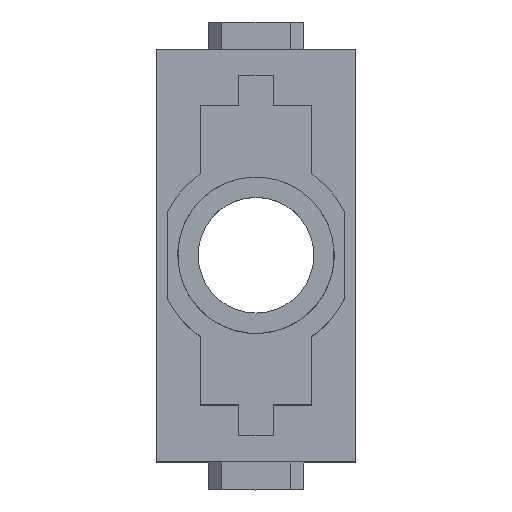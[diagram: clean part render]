
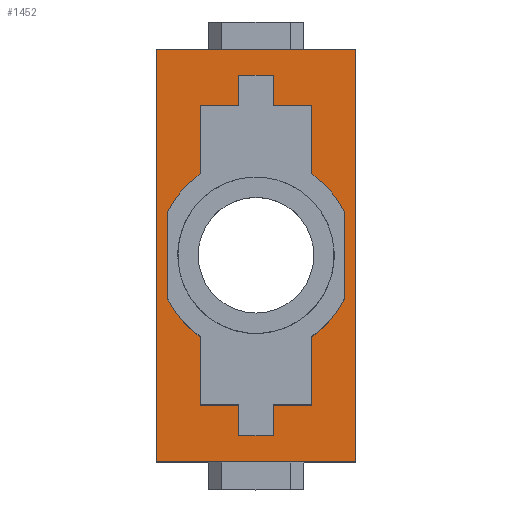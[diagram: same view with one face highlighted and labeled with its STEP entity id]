
A CAD part, top view. The second image highlights one B-rep face of the part: STEP entity #1452.
In plain terms, the highlighted planar face has unit normal (0, 0, 1).
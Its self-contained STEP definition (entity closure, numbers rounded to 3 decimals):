
#1210=FACE_BOUND('',#1975,.T.);
#1211=FACE_BOUND('',#1976,.T.);
#1452=ADVANCED_FACE('',(#1210,#1211),#1609,.F.);
#1609=PLANE('',#5114);
#1975=EDGE_LOOP('',(#3576,#3577,#3578,#3579,#3580,#3581,#3582,#3583,#3584,
#3585,#3586,#3587,#3588,#3589,#3590,#3591,#3592,#3593,#3594,#3595));
#1976=EDGE_LOOP('',(#3596,#3597,#3598,#3599));
#2295=LINE('',#7033,#2700);
#2300=LINE('',#7045,#2705);
#2305=LINE('',#7060,#2710);
#2309=LINE('',#7072,#2714);
#2311=LINE('',#7075,#2716);
#2316=LINE('',#7085,#2721);
#2317=LINE('',#7087,#2722);
#2321=LINE('',#7096,#2726);
#2325=LINE('',#7103,#2730);
#2327=LINE('',#7108,#2732);
#2331=LINE('',#7120,#2736);
#2335=LINE('',#7132,#2740);
#2337=LINE('',#7135,#2742);
#2341=LINE('',#7142,#2746);
#2344=LINE('',#7148,#2749);
#2346=LINE('',#7152,#2751);
#2377=LINE('',#7221,#2782);
#2380=LINE('',#7227,#2785);
#2381=LINE('',#7230,#2786);
#2382=LINE('',#7231,#2787);
#2700=VECTOR('',#5755,1.);
#2705=VECTOR('',#5762,1.);
#2710=VECTOR('',#5775,1.);
#2714=VECTOR('',#5787,1.);
#2716=VECTOR('',#5791,1.);
#2721=VECTOR('',#5798,1.);
#2722=VECTOR('',#5801,1.);
#2726=VECTOR('',#5807,1.);
#2730=VECTOR('',#5813,1.);
#2732=VECTOR('',#5817,1.);
#2736=VECTOR('',#5829,1.);
#2740=VECTOR('',#5841,1.);
#2742=VECTOR('',#5845,1.);
#2746=VECTOR('',#5851,1.);
#2749=VECTOR('',#5858,1.);
#2751=VECTOR('',#5862,1.);
#2782=VECTOR('',#5923,1.);
#2785=VECTOR('',#5928,1.);
#2786=VECTOR('',#5929,1.);
#2787=VECTOR('',#5930,1.);
#3576=ORIENTED_EDGE('',*,*,#4549,.T.);
#3577=ORIENTED_EDGE('',*,*,#4497,.T.);
#3578=ORIENTED_EDGE('',*,*,#4501,.T.);
#3579=ORIENTED_EDGE('',*,*,#4504,.T.);
#3580=ORIENTED_EDGE('',*,*,#4507,.T.);
#3581=ORIENTED_EDGE('',*,*,#4510,.T.);
#3582=ORIENTED_EDGE('',*,*,#4512,.T.);
#3583=ORIENTED_EDGE('',*,*,#4517,.F.);
#3584=ORIENTED_EDGE('',*,*,#4518,.F.);
#3585=ORIENTED_EDGE('',*,*,#4522,.F.);
#3586=ORIENTED_EDGE('',*,*,#4526,.T.);
#3587=ORIENTED_EDGE('',*,*,#4528,.T.);
#3588=ORIENTED_EDGE('',*,*,#4531,.T.);
#3589=ORIENTED_EDGE('',*,*,#4534,.T.);
#3590=ORIENTED_EDGE('',*,*,#4537,.T.);
#3591=ORIENTED_EDGE('',*,*,#4540,.T.);
#3592=ORIENTED_EDGE('',*,*,#4542,.T.);
#3593=ORIENTED_EDGE('',*,*,#4546,.F.);
#3594=ORIENTED_EDGE('',*,*,#4492,.F.);
#3595=ORIENTED_EDGE('',*,*,#4551,.F.);
#3596=ORIENTED_EDGE('',*,*,#4588,.F.);
#3597=ORIENTED_EDGE('',*,*,#4589,.F.);
#3598=ORIENTED_EDGE('',*,*,#4585,.F.);
#3599=ORIENTED_EDGE('',*,*,#4590,.F.);
#4051=VERTEX_POINT('',#7034);
#4052=VERTEX_POINT('',#7035);
#4055=VERTEX_POINT('',#7043);
#4057=VERTEX_POINT('',#7046);
#4060=VERTEX_POINT('',#7053);
#4062=VERTEX_POINT('',#7059);
#4064=VERTEX_POINT('',#7065);
#4066=VERTEX_POINT('',#7071);
#4067=VERTEX_POINT('',#7076);
#4070=VERTEX_POINT('',#7084);
#4071=VERTEX_POINT('',#7088);
#4074=VERTEX_POINT('',#7095);
#4076=VERTEX_POINT('',#7102);
#4077=VERTEX_POINT('',#7106);
#4080=VERTEX_POINT('',#7113);
#4082=VERTEX_POINT('',#7119);
#4084=VERTEX_POINT('',#7125);
#4086=VERTEX_POINT('',#7131);
#4087=VERTEX_POINT('',#7136);
#4090=VERTEX_POINT('',#7149);
#4113=VERTEX_POINT('',#7220);
#4114=VERTEX_POINT('',#7222);
#4116=VERTEX_POINT('',#7228);
#4117=VERTEX_POINT('',#7229);
#4492=EDGE_CURVE('',#4051,#4052,#2295,.T.);
#4497=EDGE_CURVE('',#4057,#4055,#2300,.T.);
#4501=EDGE_CURVE('',#4055,#4060,#4683,.T.);
#4504=EDGE_CURVE('',#4060,#4062,#2305,.T.);
#4507=EDGE_CURVE('',#4062,#4064,#4685,.T.);
#4510=EDGE_CURVE('',#4064,#4066,#2309,.T.);
#4512=EDGE_CURVE('',#4066,#4067,#2311,.T.);
#4517=EDGE_CURVE('',#4070,#4067,#2316,.T.);
#4518=EDGE_CURVE('',#4071,#4070,#2317,.T.);
#4522=EDGE_CURVE('',#4074,#4071,#2321,.T.);
#4526=EDGE_CURVE('',#4074,#4076,#2325,.T.);
#4528=EDGE_CURVE('',#4076,#4077,#2327,.T.);
#4531=EDGE_CURVE('',#4077,#4080,#4687,.T.);
#4534=EDGE_CURVE('',#4080,#4082,#2331,.T.);
#4537=EDGE_CURVE('',#4082,#4084,#4689,.T.);
#4540=EDGE_CURVE('',#4084,#4086,#2335,.T.);
#4542=EDGE_CURVE('',#4086,#4087,#2337,.T.);
#4546=EDGE_CURVE('',#4052,#4087,#2341,.T.);
#4549=EDGE_CURVE('',#4090,#4057,#2344,.T.);
#4551=EDGE_CURVE('',#4090,#4051,#2346,.T.);
#4585=EDGE_CURVE('',#4113,#4114,#2377,.T.);
#4588=EDGE_CURVE('',#4116,#4117,#2380,.T.);
#4589=EDGE_CURVE('',#4114,#4116,#2381,.T.);
#4590=EDGE_CURVE('',#4117,#4113,#2382,.T.);
#4683=CIRCLE('',#5072,7.25);
#4685=CIRCLE('',#5076,7.25);
#4687=CIRCLE('',#5086,7.25);
#4689=CIRCLE('',#5090,7.25);
#5072=AXIS2_PLACEMENT_3D('',#7054,#5768,#5769);
#5076=AXIS2_PLACEMENT_3D('',#7066,#5780,#5781);
#5086=AXIS2_PLACEMENT_3D('',#7114,#5822,#5823);
#5090=AXIS2_PLACEMENT_3D('',#7126,#5834,#5835);
#5114=AXIS2_PLACEMENT_3D('',#7232,#5931,#5932);
#5755=DIRECTION('',(1.,0.,0.));
#5762=DIRECTION('',(0.,1.,0.));
#5768=DIRECTION('',(0.,0.,-1.));
#5769=DIRECTION('',(-0.566,-0.825,0.));
#5775=DIRECTION('',(0.,1.,0.));
#5780=DIRECTION('',(0.,0.,-1.));
#5781=DIRECTION('',(-0.897,0.443,0.));
#5787=DIRECTION('',(0.,1.,0.));
#5791=DIRECTION('',(1.,0.,0.));
#5798=DIRECTION('',(0.,-1.,0.));
#5801=DIRECTION('',(-1.,0.,0.));
#5807=DIRECTION('',(0.,1.,0.));
#5813=DIRECTION('',(1.,0.,0.));
#5817=DIRECTION('',(0.,-1.,0.));
#5822=DIRECTION('',(0.,0.,-1.));
#5823=DIRECTION('',(0.566,0.825,0.));
#5829=DIRECTION('',(0.,-1.,0.));
#5834=DIRECTION('',(0.,0.,-1.));
#5835=DIRECTION('',(0.897,-0.443,0.));
#5841=DIRECTION('',(0.,-1.,0.));
#5845=DIRECTION('',(-1.,0.,0.));
#5851=DIRECTION('',(0.,1.,0.));
#5858=DIRECTION('',(-1.,0.,0.));
#5862=DIRECTION('',(0.,-1.,0.));
#5923=DIRECTION('',(-1.,0.,0.));
#5928=DIRECTION('',(1.,0.,0.));
#5929=DIRECTION('',(0.,1.,0.));
#5930=DIRECTION('',(0.,-1.,0.));
#5931=DIRECTION('',(0.,0.,-1.));
#5932=DIRECTION('',(0.,-1.,0.));
#7033=CARTESIAN_POINT('',(-1.25,-13.25,3.15));
#7034=CARTESIAN_POINT('',(-1.25,-13.25,3.15));
#7035=CARTESIAN_POINT('',(1.25,-13.25,3.15));
#7043=CARTESIAN_POINT('',(-4.1,-5.979,3.15));
#7045=CARTESIAN_POINT('',(-4.1,-11.,3.15));
#7046=CARTESIAN_POINT('',(-4.1,-11.,3.15));
#7053=CARTESIAN_POINT('',(-6.5,-3.211,3.15));
#7054=CARTESIAN_POINT('',(0.,0.,3.15));
#7059=CARTESIAN_POINT('',(-6.5,3.211,3.15));
#7060=CARTESIAN_POINT('',(-6.5,-3.211,3.15));
#7065=CARTESIAN_POINT('',(-4.1,5.979,3.15));
#7066=CARTESIAN_POINT('',(0.,0.,3.15));
#7071=CARTESIAN_POINT('',(-4.1,11.,3.15));
#7072=CARTESIAN_POINT('',(-4.1,5.979,3.15));
#7075=CARTESIAN_POINT('',(-4.1,11.,3.15));
#7076=CARTESIAN_POINT('',(-1.25,11.,3.15));
#7084=CARTESIAN_POINT('',(-1.25,13.25,3.15));
#7085=CARTESIAN_POINT('',(-1.25,13.25,3.15));
#7087=CARTESIAN_POINT('',(1.25,13.25,3.15));
#7088=CARTESIAN_POINT('',(1.25,13.25,3.15));
#7095=CARTESIAN_POINT('',(1.25,11.,3.15));
#7096=CARTESIAN_POINT('',(1.25,11.,3.15));
#7102=CARTESIAN_POINT('',(4.1,11.,3.15));
#7103=CARTESIAN_POINT('',(1.25,11.,3.15));
#7106=CARTESIAN_POINT('',(4.1,5.979,3.15));
#7108=CARTESIAN_POINT('',(4.1,11.,3.15));
#7113=CARTESIAN_POINT('',(6.5,3.211,3.15));
#7114=CARTESIAN_POINT('',(0.,0.,3.15));
#7119=CARTESIAN_POINT('',(6.5,-3.211,3.15));
#7120=CARTESIAN_POINT('',(6.5,3.211,3.15));
#7125=CARTESIAN_POINT('',(4.1,-5.979,3.15));
#7126=CARTESIAN_POINT('',(0.,0.,3.15));
#7131=CARTESIAN_POINT('',(4.1,-11.,3.15));
#7132=CARTESIAN_POINT('',(4.1,-5.979,3.15));
#7135=CARTESIAN_POINT('',(4.1,-11.,3.15));
#7136=CARTESIAN_POINT('',(1.25,-11.,3.15));
#7142=CARTESIAN_POINT('',(1.25,-13.25,3.15));
#7148=CARTESIAN_POINT('',(-1.25,-11.,3.15));
#7149=CARTESIAN_POINT('',(-1.25,-11.,3.15));
#7152=CARTESIAN_POINT('',(-1.25,-11.,3.15));
#7220=CARTESIAN_POINT('',(7.325,-15.15,3.15));
#7221=CARTESIAN_POINT('',(7.325,-15.15,3.15));
#7222=CARTESIAN_POINT('',(-7.325,-15.15,3.15));
#7227=CARTESIAN_POINT('',(-7.325,15.15,3.15));
#7228=CARTESIAN_POINT('',(-7.325,15.15,3.15));
#7229=CARTESIAN_POINT('',(7.325,15.15,3.15));
#7230=CARTESIAN_POINT('',(-7.325,-15.15,3.15));
#7231=CARTESIAN_POINT('',(7.325,15.15,3.15));
#7232=CARTESIAN_POINT('',(8.057,16.665,3.15));
